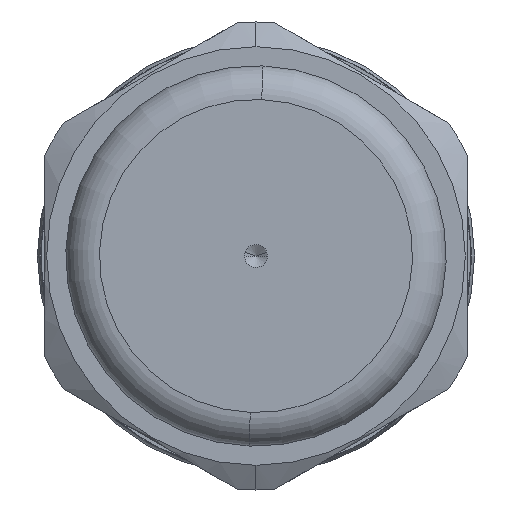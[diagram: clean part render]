
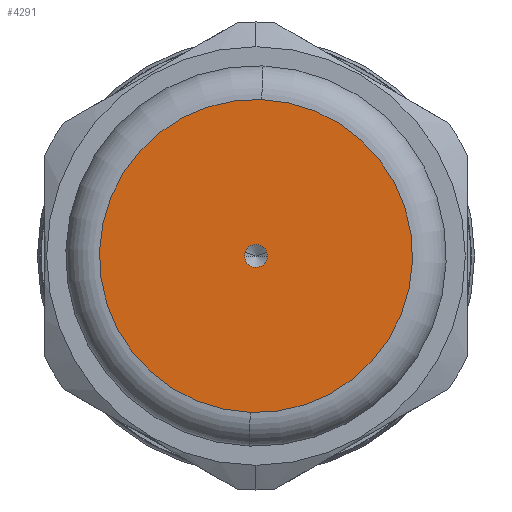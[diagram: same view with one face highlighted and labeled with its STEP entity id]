
A CAD part, left-side view. The second image highlights one B-rep face of the part: STEP entity #4291.
In plain terms, the highlighted planar face has unit normal (-1, 0, 0).
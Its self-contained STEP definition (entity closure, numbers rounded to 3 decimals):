
#128 = EDGE_CURVE ( 'NONE', #979, #11911, #275, .T. ) ;
#193 = EDGE_CURVE ( 'NONE', #1482, #11694, #11749, .T. ) ;
#275 = CIRCLE ( 'NONE', #11968, 0.6 ) ;
#722 = DIRECTION ( 'NONE',  ( 1., 0., 0. ) ) ;
#979 = VERTEX_POINT ( 'NONE', #3126 ) ;
#1306 = CARTESIAN_POINT ( 'NONE',  ( -23., 0., 0. ) ) ;
#1335 = CIRCLE ( 'NONE', #7265, 8.23 ) ;
#1482 = VERTEX_POINT ( 'NONE', #6875 ) ;
#2410 = CARTESIAN_POINT ( 'NONE',  ( -23., 0., 0. ) ) ;
#2500 = CARTESIAN_POINT ( 'NONE',  ( -23., 0.022, -0.6 ) ) ;
#2719 = FACE_OUTER_BOUND ( 'NONE', #5587, .T. ) ;
#3126 = CARTESIAN_POINT ( 'NONE',  ( -23., 0.022, -0.6 ) ) ;
#3406 = CARTESIAN_POINT ( 'NONE',  ( -23., -0.022, 0.6 ) ) ;
#3454 = DIRECTION ( 'NONE',  ( 1., 0., 0. ) ) ;
#3594 = DIRECTION ( 'NONE',  ( 0., 0.036, -0.999 ) ) ;
#3688 = AXIS2_PLACEMENT_3D ( 'NONE', #2500, #9152, #11712 ) ;
#4291 = ADVANCED_FACE ( 'NONE', ( #9402, #2719 ), #10237, .T. ) ;
#5587 = EDGE_LOOP ( 'NONE', ( #9775, #8734 ) ) ;
#6090 = EDGE_CURVE ( 'NONE', #11911, #979, #9916, .T. ) ;
#6207 = DIRECTION ( 'NONE',  ( 1., 0., 0. ) ) ;
#6875 = CARTESIAN_POINT ( 'NONE',  ( -23., 0.3, -8.225 ) ) ;
#7265 = AXIS2_PLACEMENT_3D ( 'NONE', #2410, #3454, #3594 ) ;
#8734 = ORIENTED_EDGE ( 'NONE', *, *, #12037, .F. ) ;
#9152 = DIRECTION ( 'NONE',  ( -1., 0., 0. ) ) ;
#9402 = FACE_BOUND ( 'NONE', #9590, .T. ) ;
#9532 = CARTESIAN_POINT ( 'NONE',  ( -23., 0., 0. ) ) ;
#9590 = EDGE_LOOP ( 'NONE', ( #10468, #14020 ) ) ;
#9775 = ORIENTED_EDGE ( 'NONE', *, *, #193, .F. ) ;
#9916 = CIRCLE ( 'NONE', #10776, 0.6 ) ;
#10237 = PLANE ( 'NONE',  #3688 ) ;
#10468 = ORIENTED_EDGE ( 'NONE', *, *, #128, .T. ) ;
#10764 = CARTESIAN_POINT ( 'NONE',  ( -23., 0., 0. ) ) ;
#10776 = AXIS2_PLACEMENT_3D ( 'NONE', #1306, #12665, #11405 ) ;
#11405 = DIRECTION ( 'NONE',  ( 0., 0.036, -0.999 ) ) ;
#11580 = AXIS2_PLACEMENT_3D ( 'NONE', #10764, #6207, #11910 ) ;
#11694 = VERTEX_POINT ( 'NONE', #11829 ) ;
#11712 = DIRECTION ( 'NONE',  ( 0., -0.036, 0.999 ) ) ;
#11749 = CIRCLE ( 'NONE', #11580, 8.23 ) ;
#11829 = CARTESIAN_POINT ( 'NONE',  ( -23., -0.3, 8.225 ) ) ;
#11910 = DIRECTION ( 'NONE',  ( 0., 0.036, -0.999 ) ) ;
#11911 = VERTEX_POINT ( 'NONE', #3406 ) ;
#11968 = AXIS2_PLACEMENT_3D ( 'NONE', #9532, #722, #14236 ) ;
#12037 = EDGE_CURVE ( 'NONE', #11694, #1482, #1335, .T. ) ;
#12665 = DIRECTION ( 'NONE',  ( 1., 0., 0. ) ) ;
#14020 = ORIENTED_EDGE ( 'NONE', *, *, #6090, .T. ) ;
#14236 = DIRECTION ( 'NONE',  ( 0., 0.036, -0.999 ) ) ;
